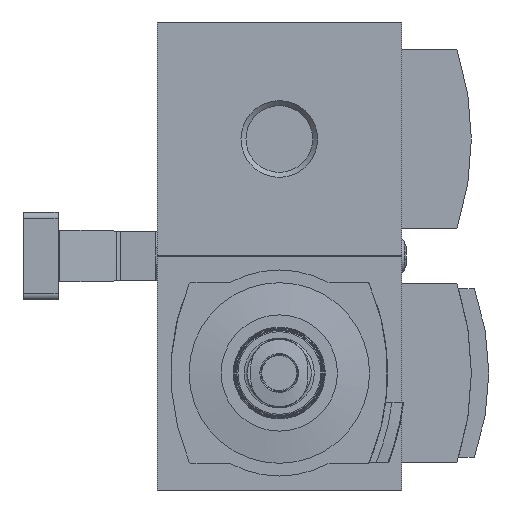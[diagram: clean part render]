
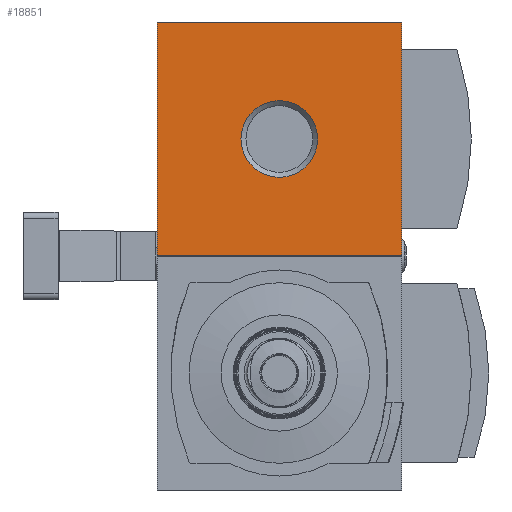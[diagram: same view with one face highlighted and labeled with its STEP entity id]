
A CAD part, front view. The second image highlights one B-rep face of the part: STEP entity #18851.
In plain terms, the highlighted planar face has unit normal (0, -1, 0).
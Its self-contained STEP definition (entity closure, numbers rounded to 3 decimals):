
#247=PLANE('',#19764);
#773=LINE('',#25086,#2315);
#879=LINE('',#25308,#2421);
#894=LINE('',#25346,#2436);
#964=LINE('',#25594,#2506);
#2315=VECTOR('',#20927,1000.);
#2421=VECTOR('',#21099,1000.);
#2436=VECTOR('',#21128,1000.);
#2506=VECTOR('',#21328,1000.);
#4479=ORIENTED_EDGE('',*,*,#8494,.F.);
#4480=ORIENTED_EDGE('',*,*,#8096,.F.);
#4481=ORIENTED_EDGE('',*,*,#8210,.F.);
#4482=ORIENTED_EDGE('',*,*,#8351,.F.);
#4483=ORIENTED_EDGE('',*,*,#8230,.F.);
#8096=EDGE_CURVE('',#10176,#10177,#773,.T.);
#8210=EDGE_CURVE('',#10259,#10176,#879,.T.);
#8230=EDGE_CURVE('',#10177,#10276,#894,.T.);
#8351=EDGE_CURVE('',#10276,#10259,#964,.T.);
#8494=EDGE_CURVE('',#10503,#10503,#11616,.T.);
#10176=VERTEX_POINT('',#25085);
#10177=VERTEX_POINT('',#25087);
#10259=VERTEX_POINT('',#25307);
#10276=VERTEX_POINT('',#25347);
#10503=VERTEX_POINT('',#25878);
#11616=CIRCLE('',#19765,6.579);
#12036=EDGE_LOOP('',(#4479));
#12037=EDGE_LOOP('',(#4480,#4481,#4482,#4483));
#12947=FACE_BOUND('',#12036,.T.);
#12948=FACE_BOUND('',#12037,.T.);
#18851=ADVANCED_FACE('',(#12947,#12948),#247,.F.);
#19764=AXIS2_PLACEMENT_3D('',#25876,#21559,#21560);
#19765=AXIS2_PLACEMENT_3D('',#25877,#21561,#21562);
#20927=DIRECTION('',(0.,0.,1.));
#21099=DIRECTION('',(-1.,0.,0.));
#21128=DIRECTION('',(1.,0.,0.));
#21328=DIRECTION('',(0.,0.,-1.));
#21559=DIRECTION('',(0.,1.,0.));
#21560=DIRECTION('',(0.,0.,1.));
#21561=DIRECTION('',(0.,-1.,0.));
#21562=DIRECTION('',(0.,0.,-1.));
#25085=CARTESIAN_POINT('',(-21.,-31.5,-20.1));
#25086=CARTESIAN_POINT('',(-21.,-31.5,-20.1));
#25087=CARTESIAN_POINT('',(-21.,-31.5,20.1));
#25307=CARTESIAN_POINT('',(21.,-31.5,-20.1));
#25308=CARTESIAN_POINT('',(21.,-31.5,-20.1));
#25346=CARTESIAN_POINT('',(-21.,-31.5,20.1));
#25347=CARTESIAN_POINT('',(21.,-31.5,20.1));
#25594=CARTESIAN_POINT('',(21.,-31.5,20.1));
#25876=CARTESIAN_POINT('',(0.,-31.5,0.));
#25877=CARTESIAN_POINT('',(0.,-31.5,0.));
#25878=CARTESIAN_POINT('',(0.,-31.5,-6.579));
